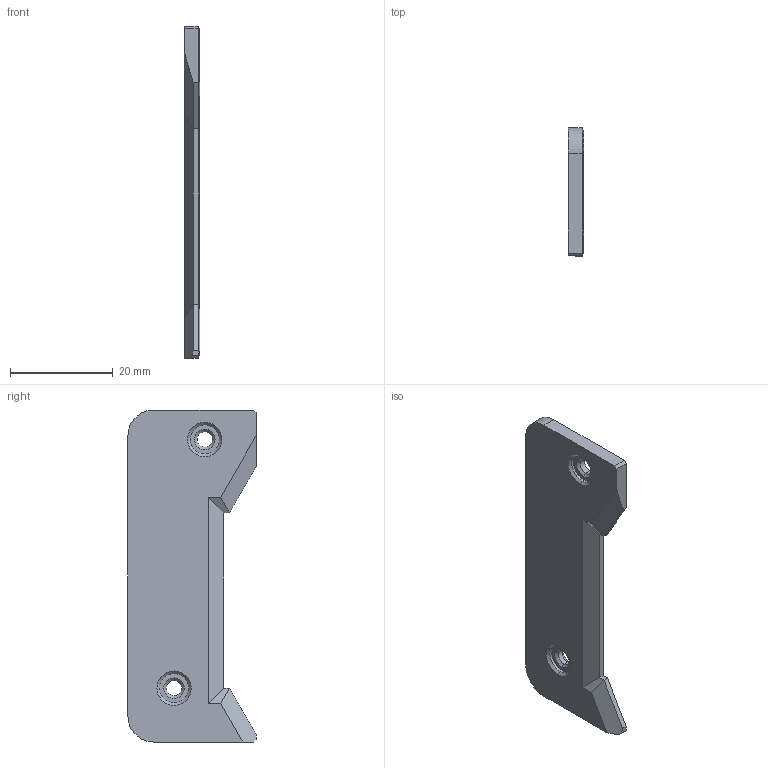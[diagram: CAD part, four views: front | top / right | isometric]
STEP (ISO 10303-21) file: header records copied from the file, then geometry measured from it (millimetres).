
FILE_DESCRIPTION (( 'STEP AP203' ), '1' );
FILE_NAME ('u1-top-ecb-r5-noBias_T0_Cover.STEP', '2023-10-16T19:03:36', ( '' ), ( '' ), 'SwSTEP 2.0', 'SolidWorks 2022', '' );
FILE_SCHEMA (( 'CONFIG_CONTROL_DESIGN' ));
Length unit declared in the file: millimetre
Products named in the file (1): u1-top-ecb-r5-noBias_T0_Cover
Bounding box: 3 x 25 x 64.75 mm (x, y, z)
Volume: 3759.9 mm3; surface area: 3158.3 mm2
Topology: 1 solids, 1 shells, 87 faces, 213 edges, 132 vertices
Faces by surface type: plane 47, bspline 16, cone 14, cylinder 10
Entity records: 3514 total; most frequent: CARTESIAN_POINT 1473, ORIENTED_EDGE 426, DIRECTION 359, EDGE_CURVE 213, LINE 147, VECTOR 147, VERTEX_POINT 132, AXIS2_PLACEMENT_3D 106
